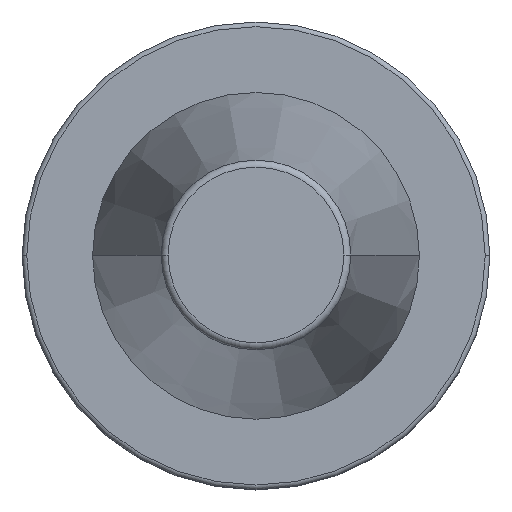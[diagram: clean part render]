
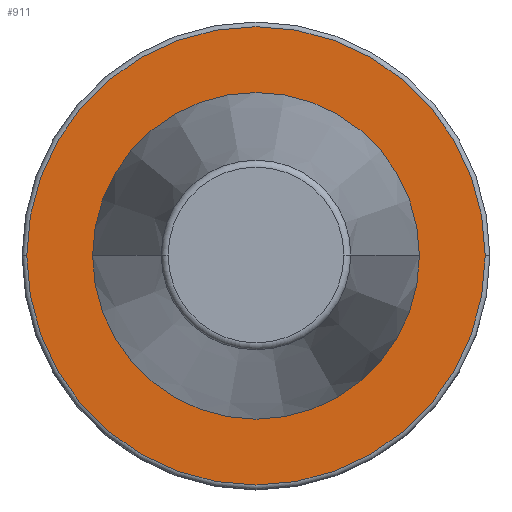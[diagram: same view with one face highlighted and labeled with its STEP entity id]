
A CAD part, top view. The second image highlights one B-rep face of the part: STEP entity #911.
In plain terms, the highlighted planar face has unit normal (0, 0, 1).
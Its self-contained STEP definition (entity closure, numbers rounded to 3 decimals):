
#59 = AXIS2_PLACEMENT_3D ( 'NONE', #352, #1276, #458 ) ;
#65 = EDGE_LOOP ( 'NONE', ( #251, #795 ) ) ;
#92 = DIRECTION ( 'NONE',  ( 1., 0., 0. ) ) ;
#149 = CARTESIAN_POINT ( 'NONE',  ( 49., 0., -104.8 ) ) ;
#177 = EDGE_CURVE ( 'NONE', #656, #223, #992, .T. ) ;
#214 = CARTESIAN_POINT ( 'NONE',  ( 0., 0., -104.8 ) ) ;
#223 = VERTEX_POINT ( 'NONE', #1236 ) ;
#251 = ORIENTED_EDGE ( 'NONE', *, *, #1517, .F. ) ;
#352 = CARTESIAN_POINT ( 'NONE',  ( 0., 34.625, -104.8 ) ) ;
#432 = ORIENTED_EDGE ( 'NONE', *, *, #177, .T. ) ;
#456 = CIRCLE ( 'NONE', #1280, 49. ) ;
#458 = DIRECTION ( 'NONE',  ( 1., 0., 0. ) ) ;
#470 = AXIS2_PLACEMENT_3D ( 'NONE', #767, #758, #785 ) ;
#474 = PLANE ( 'NONE',  #59 ) ;
#535 = EDGE_CURVE ( 'NONE', #1188, #693, #1499, .T. ) ;
#545 = CARTESIAN_POINT ( 'NONE',  ( 34.625, 0., -104.8 ) ) ;
#656 = VERTEX_POINT ( 'NONE', #149 ) ;
#683 = ORIENTED_EDGE ( 'NONE', *, *, #1300, .T. ) ;
#693 = VERTEX_POINT ( 'NONE', #545 ) ;
#742 = CARTESIAN_POINT ( 'NONE',  ( 0., 0., -104.8 ) ) ;
#748 = DIRECTION ( 'NONE',  ( 0., 0., 1. ) ) ;
#758 = DIRECTION ( 'NONE',  ( 0., 0., 1. ) ) ;
#767 = CARTESIAN_POINT ( 'NONE',  ( 0., 0., -104.8 ) ) ;
#785 = DIRECTION ( 'NONE',  ( 1., 0., 0. ) ) ;
#795 = ORIENTED_EDGE ( 'NONE', *, *, #535, .F. ) ;
#810 = DIRECTION ( 'NONE',  ( 0., 0., 1. ) ) ;
#867 = CARTESIAN_POINT ( 'NONE',  ( -34.625, 0., -104.8 ) ) ;
#881 = DIRECTION ( 'NONE',  ( 1., 0., 0. ) ) ;
#911 = ADVANCED_FACE ( 'NONE', ( #1292, #969 ), #474, .T. ) ;
#920 = CIRCLE ( 'NONE', #1013, 34.625 ) ;
#968 = DIRECTION ( 'NONE',  ( 0., 0., 1. ) ) ;
#969 = FACE_BOUND ( 'NONE', #65, .T. ) ;
#992 = CIRCLE ( 'NONE', #1072, 49. ) ;
#1013 = AXIS2_PLACEMENT_3D ( 'NONE', #742, #748, #881 ) ;
#1057 = CARTESIAN_POINT ( 'NONE',  ( 0., 0., -104.8 ) ) ;
#1072 = AXIS2_PLACEMENT_3D ( 'NONE', #1057, #810, #1534 ) ;
#1098 = EDGE_LOOP ( 'NONE', ( #432, #683 ) ) ;
#1188 = VERTEX_POINT ( 'NONE', #867 ) ;
#1236 = CARTESIAN_POINT ( 'NONE',  ( -49., 0., -104.8 ) ) ;
#1276 = DIRECTION ( 'NONE',  ( 0., 0., 1. ) ) ;
#1280 = AXIS2_PLACEMENT_3D ( 'NONE', #214, #968, #92 ) ;
#1292 = FACE_OUTER_BOUND ( 'NONE', #1098, .T. ) ;
#1300 = EDGE_CURVE ( 'NONE', #223, #656, #456, .T. ) ;
#1499 = CIRCLE ( 'NONE', #470, 34.625 ) ;
#1517 = EDGE_CURVE ( 'NONE', #693, #1188, #920, .T. ) ;
#1534 = DIRECTION ( 'NONE',  ( 1., 0., 0. ) ) ;
